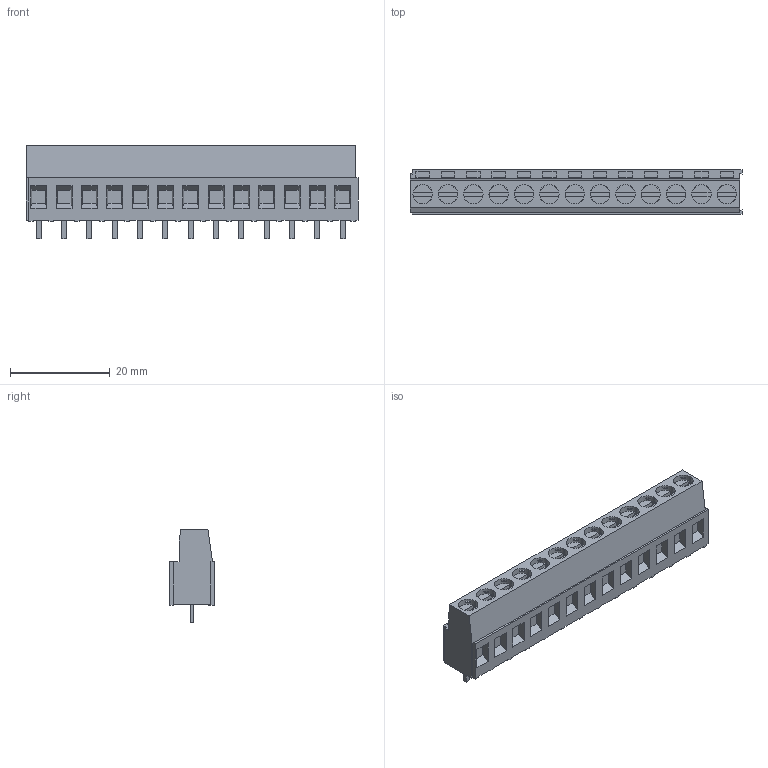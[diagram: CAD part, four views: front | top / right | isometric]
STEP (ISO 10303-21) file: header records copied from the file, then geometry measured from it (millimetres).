
FILE_DESCRIPTION((''),'2;1');
FILE_NAME('C-1-796949-3','2013-03-12T',('workeradm'),('Tyco Electronics Ltd.'),'PRO/ENGINEER BY PARAMETRIC TECHNOLOGY CORPORATION, 2010430','PRO/ENGINEER BY PARAMETRIC TECHNOLOGY CORPORATION, 2010430','');
FILE_SCHEMA(('AUTOMOTIVE_DESIGN { 1 0 10303 214 1 1 1 1 }'));
Length unit declared in the file: millimetre
Products named in the file (1): C-1-796949-3
Bounding box: 66.54 x 9 x 18.7 mm (x, y, z)
Volume: 7281.2 mm3; surface area: 4136.3 mm2
Topology: 1 solids, 1 shells, 520 faces, 1241 edges, 827 vertices
Faces by surface type: plane 442, bspline 52, cylinder 26
Entity records: 16330 total; most frequent: CARTESIAN_POINT 3994, ORIENTED_EDGE 2482, DIRECTION 2333, EDGE_CURVE 1241, VECTOR 981, LINE 981, VERTEX_POINT 827, AXIS2_PLACEMENT_3D 676
